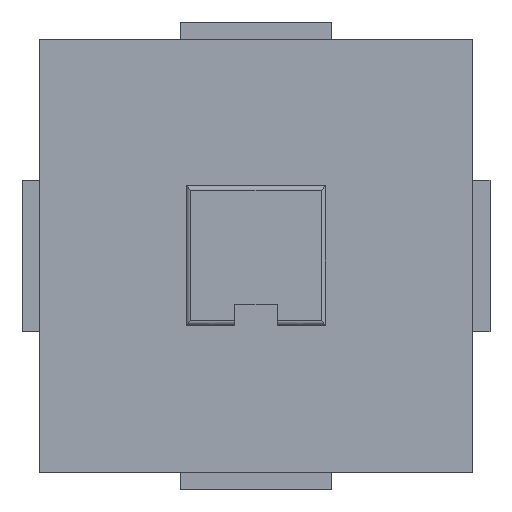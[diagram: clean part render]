
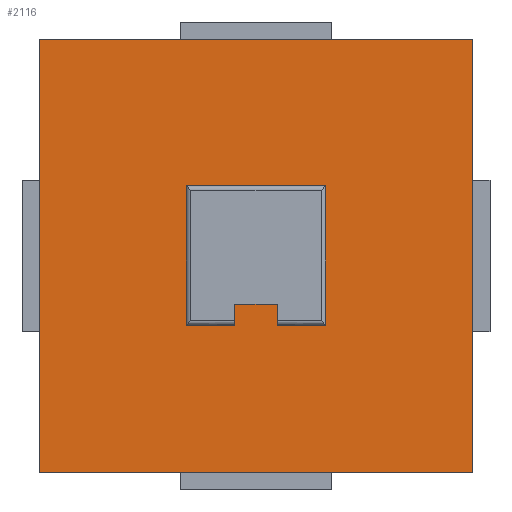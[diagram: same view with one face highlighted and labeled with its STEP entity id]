
A CAD part, top view. The second image highlights one B-rep face of the part: STEP entity #2116.
In plain terms, the highlighted planar face has unit normal (0, 0, 1).
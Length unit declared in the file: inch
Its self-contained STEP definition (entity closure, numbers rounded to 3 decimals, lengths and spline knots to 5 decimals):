
#640=CARTESIAN_POINT('',(0.20177,0.20177,0.04331));
#641=VERTEX_POINT('',#640);
#648=CARTESIAN_POINT('',(0.20177,-0.20177,0.04331));
#649=VERTEX_POINT('',#648);
#650=CARTESIAN_POINT('',(0.20177,0.20177,0.04331));
#651=DIRECTION('',(0.0,-1.0,0.0));
#652=VECTOR('',#651,0.40354);
#653=LINE('',#650,#652);
#654=EDGE_CURVE('',#641,#649,#653,.T.);
#836=CARTESIAN_POINT('',(-0.20177,0.20177,0.04331));
#837=VERTEX_POINT('',#836);
#844=CARTESIAN_POINT('',(-0.20177,0.20177,0.04331));
#845=DIRECTION('',(1.0,0.0,0.0));
#846=VECTOR('',#845,0.40354);
#847=LINE('',#844,#846);
#848=EDGE_CURVE('',#837,#641,#847,.T.);
#1001=CARTESIAN_POINT('',(-0.20177,-0.20177,0.04331));
#1002=VERTEX_POINT('',#1001);
#1009=CARTESIAN_POINT('',(-0.20177,-0.20177,0.04331));
#1010=DIRECTION('',(0.0,1.0,0.0));
#1011=VECTOR('',#1010,0.40354);
#1012=LINE('',#1009,#1011);
#1013=EDGE_CURVE('',#1002,#837,#1012,.T.);
#1875=CARTESIAN_POINT('',(-0.01969,-0.06496,0.04331));
#1876=VERTEX_POINT('',#1875);
#1883=CARTESIAN_POINT('',(-0.01969,-0.04528,0.04331));
#1884=VERTEX_POINT('',#1883);
#1885=CARTESIAN_POINT('',(-0.01969,-0.04528,0.04331));
#1886=DIRECTION('',(0.0,-1.0,0.0));
#1887=VECTOR('',#1886,0.01969);
#1888=LINE('',#1885,#1887);
#1889=EDGE_CURVE('',#1884,#1876,#1888,.T.);
#1906=CARTESIAN_POINT('',(-0.06496,-0.06496,0.04331));
#1907=VERTEX_POINT('',#1906);
#1914=CARTESIAN_POINT('',(-0.01969,-0.06496,0.04331));
#1915=DIRECTION('',(-1.0,0.0,0.0));
#1916=VECTOR('',#1915,0.04528);
#1917=LINE('',#1914,#1916);
#1918=EDGE_CURVE('',#1876,#1907,#1917,.T.);
#1930=CARTESIAN_POINT('',(-0.06496,0.06496,0.04331));
#1931=VERTEX_POINT('',#1930);
#1938=CARTESIAN_POINT('',(-0.06496,-0.06496,0.04331));
#1939=DIRECTION('',(0.0,1.0,0.0));
#1940=VECTOR('',#1939,0.12992);
#1941=LINE('',#1938,#1940);
#1942=EDGE_CURVE('',#1907,#1931,#1941,.T.);
#1954=CARTESIAN_POINT('',(0.06496,0.06496,0.04331));
#1955=VERTEX_POINT('',#1954);
#1962=CARTESIAN_POINT('',(-0.06496,0.06496,0.04331));
#1963=DIRECTION('',(1.0,0.0,0.0));
#1964=VECTOR('',#1963,0.12992);
#1965=LINE('',#1962,#1964);
#1966=EDGE_CURVE('',#1931,#1955,#1965,.T.);
#1978=CARTESIAN_POINT('',(0.06496,-0.06496,0.04331));
#1979=VERTEX_POINT('',#1978);
#1986=CARTESIAN_POINT('',(0.06496,0.06496,0.04331));
#1987=DIRECTION('',(0.0,-1.0,0.0));
#1988=VECTOR('',#1987,0.12992);
#1989=LINE('',#1986,#1988);
#1990=EDGE_CURVE('',#1955,#1979,#1989,.T.);
#2002=CARTESIAN_POINT('',(0.01969,-0.06496,0.04331));
#2003=VERTEX_POINT('',#2002);
#2010=CARTESIAN_POINT('',(0.06496,-0.06496,0.04331));
#2011=DIRECTION('',(-1.0,0.0,0.0));
#2012=VECTOR('',#2011,0.04528);
#2013=LINE('',#2010,#2012);
#2014=EDGE_CURVE('',#1979,#2003,#2013,.T.);
#2026=CARTESIAN_POINT('',(0.01969,-0.04528,0.04331));
#2027=VERTEX_POINT('',#2026);
#2034=CARTESIAN_POINT('',(0.01969,-0.06496,0.04331));
#2035=DIRECTION('',(0.0,1.0,0.0));
#2036=VECTOR('',#2035,0.01969);
#2037=LINE('',#2034,#2036);
#2038=EDGE_CURVE('',#2003,#2027,#2037,.T.);
#2060=CARTESIAN_POINT('',(0.01969,-0.04528,0.04331));
#2061=DIRECTION('',(-1.0,0.0,0.0));
#2062=VECTOR('',#2061,0.03937);
#2063=LINE('',#2060,#2062);
#2064=EDGE_CURVE('',#2027,#1884,#2063,.T.);
#2090=CARTESIAN_POINT('',(-0.22195,-0.22195,0.04331));
#2091=DIRECTION('',(0.0,0.0,1.0));
#2092=DIRECTION('',(1.0,0.0,0.0));
#2093=AXIS2_PLACEMENT_3D('',#2090,#2091,#2092);
#2094=PLANE('',#2093);
#2095=ORIENTED_EDGE('',*,*,#1013,.F.);
#2096=CARTESIAN_POINT('',(0.20177,-0.20177,0.04331));
#2097=DIRECTION('',(-1.0,0.0,0.0));
#2098=VECTOR('',#2097,0.40354);
#2099=LINE('',#2096,#2098);
#2100=EDGE_CURVE('',#649,#1002,#2099,.T.);
#2101=ORIENTED_EDGE('',*,*,#2100,.F.);
#2102=ORIENTED_EDGE('',*,*,#654,.F.);
#2103=ORIENTED_EDGE('',*,*,#848,.F.);
#2104=EDGE_LOOP('',(#2095,#2101,#2102,#2103));
#2105=FACE_OUTER_BOUND('',#2104,.T.);
#2106=ORIENTED_EDGE('',*,*,#2014,.T.);
#2107=ORIENTED_EDGE('',*,*,#2038,.T.);
#2108=ORIENTED_EDGE('',*,*,#2064,.T.);
#2109=ORIENTED_EDGE('',*,*,#1889,.T.);
#2110=ORIENTED_EDGE('',*,*,#1918,.T.);
#2111=ORIENTED_EDGE('',*,*,#1942,.T.);
#2112=ORIENTED_EDGE('',*,*,#1966,.T.);
#2113=ORIENTED_EDGE('',*,*,#1990,.T.);
#2114=EDGE_LOOP('',(#2106,#2107,#2108,#2109,#2110,#2111,#2112,#2113));
#2115=FACE_BOUND('',#2114,.T.);
#2116=ADVANCED_FACE('',(#2105,#2115),#2094,.T.);
